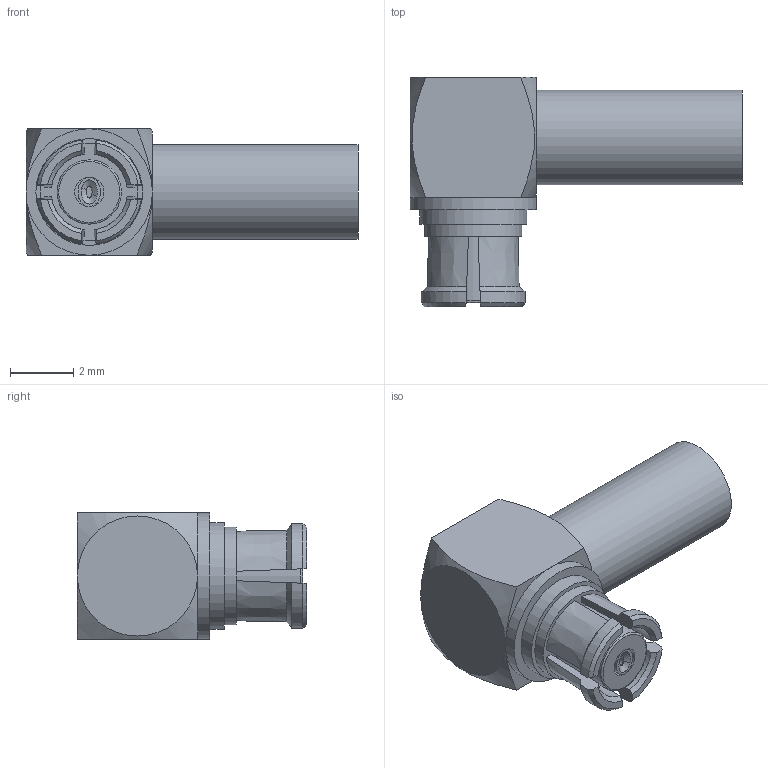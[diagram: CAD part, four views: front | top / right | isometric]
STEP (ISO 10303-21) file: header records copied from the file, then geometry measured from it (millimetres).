
FILE_DESCRIPTION (( 'STEP AP203' ), '1' );
FILE_NAME ('PE45290_3D.step', '2022-01-06T21:35:57', ( '' ), ( '' ), 'SwSTEP 2.0', 'SolidWorks 2021', '' );
FILE_SCHEMA (( 'CONFIG_CONTROL_DESIGN' ));
Length unit declared in the file: inch
Products named in the file (1): PE45290_3D
Bounding box: 10.5 x 7.25 x 4 mm (x, y, z)
Volume: 109.1 mm3; surface area: 321.7 mm2
Topology: 3 solids, 3 shells, 90 faces, 197 edges, 127 vertices
Faces by surface type: plane 36, cone 21, cylinder 19, bspline 14
Full cylindrical faces by diameter (mm): 0.927 x1, 0.95 x1, 1.9 x1, 2.032 x1, 2.4 x1, 2.687 x1, 2.789 x1, 3 x1, 3.084 x1, 3.378 x1, 4 x1
Entity records: 3385 total; most frequent: CARTESIAN_POINT 1591, ORIENTED_EDGE 364, DIRECTION 310, EDGE_CURVE 182, AXIS2_PLACEMENT_3D 139, VERTEX_POINT 126, EDGE_LOOP 122, FACE_OUTER_BOUND 103
